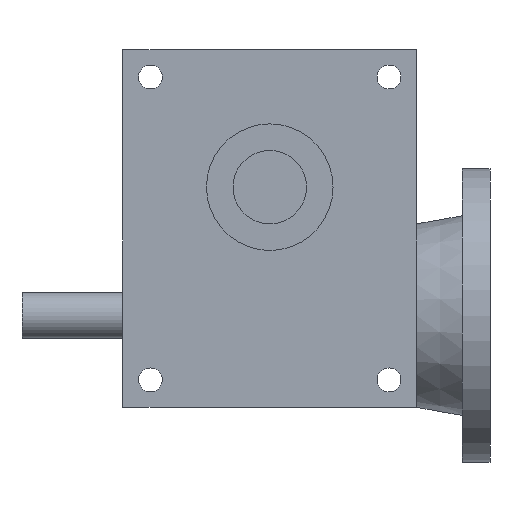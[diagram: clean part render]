
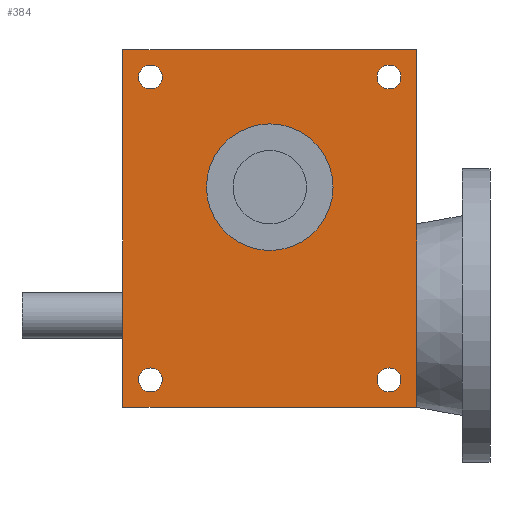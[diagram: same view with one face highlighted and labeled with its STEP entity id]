
A CAD part, front view. The second image highlights one B-rep face of the part: STEP entity #384.
In plain terms, the highlighted planar face has unit normal (0, -1, 0).
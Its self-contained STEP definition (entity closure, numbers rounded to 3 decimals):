
#384 = ADVANCED_FACE( '', ( #829, #830, #831, #832, #833, #834 ), #835, .F. );
#829 = FACE_BOUND( '', #1380, .T. );
#830 = FACE_BOUND( '', #1381, .T. );
#831 = FACE_BOUND( '', #1382, .T. );
#832 = FACE_BOUND( '', #1383, .T. );
#833 = FACE_BOUND( '', #1384, .T. );
#834 = FACE_OUTER_BOUND( '', #1385, .T. );
#835 = PLANE( '', #1386 );
#1380 = EDGE_LOOP( '', ( #2194 ) );
#1381 = EDGE_LOOP( '', ( #2195 ) );
#1382 = EDGE_LOOP( '', ( #2196 ) );
#1383 = EDGE_LOOP( '', ( #2197 ) );
#1384 = EDGE_LOOP( '', ( #2198 ) );
#1385 = EDGE_LOOP( '', ( #2199, #2200, #2201, #2202 ) );
#1386 = AXIS2_PLACEMENT_3D( '', #2203, #2204, #2205 );
#2194 = ORIENTED_EDGE( '', *, *, #3192, .T. );
#2195 = ORIENTED_EDGE( '', *, *, #3271, .T. );
#2196 = ORIENTED_EDGE( '', *, *, #3272, .T. );
#2197 = ORIENTED_EDGE( '', *, *, #3021, .T. );
#2198 = ORIENTED_EDGE( '', *, *, #3099, .T. );
#2199 = ORIENTED_EDGE( '', *, *, #3159, .T. );
#2200 = ORIENTED_EDGE( '', *, *, #3209, .F. );
#2201 = ORIENTED_EDGE( '', *, *, #3273, .F. );
#2202 = ORIENTED_EDGE( '', *, *, #3274, .T. );
#2203 = CARTESIAN_POINT( '', ( -80., -60., 97.5 ) );
#2204 = DIRECTION( '', ( 0., 1., 0. ) );
#2205 = DIRECTION( '', ( 0., 0., 1. ) );
#3021 = EDGE_CURVE( '', #3533, #3533, #3534, .T. );
#3099 = EDGE_CURVE( '', #3664, #3664, #3665, .T. );
#3159 = EDGE_CURVE( '', #3764, #3768, #3770, .T. );
#3192 = EDGE_CURVE( '', #3823, #3823, #3824, .T. );
#3209 = EDGE_CURVE( '', #3848, #3768, #3850, .T. );
#3271 = EDGE_CURVE( '', #3943, #3943, #3944, .T. );
#3272 = EDGE_CURVE( '', #3945, #3945, #3946, .T. );
#3273 = EDGE_CURVE( '', #3947, #3848, #3948, .T. );
#3274 = EDGE_CURVE( '', #3947, #3764, #3949, .T. );
#3533 = VERTEX_POINT( '', #4279 );
#3534 = CIRCLE( '', #4280, 6.5 );
#3664 = VERTEX_POINT( '', #4479 );
#3665 = CIRCLE( '', #4480, 34.5 );
#3764 = VERTEX_POINT( '', #4609 );
#3768 = VERTEX_POINT( '', #4615 );
#3770 = LINE( '', #4618, #4619 );
#3823 = VERTEX_POINT( '', #4688 );
#3824 = CIRCLE( '', #4689, 6.5 );
#3848 = VERTEX_POINT( '', #4721 );
#3850 = LINE( '', #4724, #4725 );
#3943 = VERTEX_POINT( '', #4846 );
#3944 = CIRCLE( '', #4847, 6.5 );
#3945 = VERTEX_POINT( '', #4848 );
#3946 = CIRCLE( '', #4849, 6.5 );
#3947 = VERTEX_POINT( '', #4850 );
#3948 = LINE( '', #4851, #4852 );
#3949 = LINE( '', #4853, #4854 );
#4279 = CARTESIAN_POINT( '', ( 71.5, -60., -82.5 ) );
#4280 = AXIS2_PLACEMENT_3D( '', #5303, #5304, #5305 );
#4479 = CARTESIAN_POINT( '', ( 34.5, -60., 22.5 ) );
#4480 = AXIS2_PLACEMENT_3D( '', #5402, #5403, #5404 );
#4609 = CARTESIAN_POINT( '', ( -80., -60., -97.5 ) );
#4615 = CARTESIAN_POINT( '', ( 80., -60., -97.5 ) );
#4618 = CARTESIAN_POINT( '', ( -80., -60., -97.5 ) );
#4619 = VECTOR( '', #5486, 1000. );
#4688 = CARTESIAN_POINT( '', ( 71.5, -60., 82.5 ) );
#4689 = AXIS2_PLACEMENT_3D( '', #5524, #5525, #5526 );
#4721 = CARTESIAN_POINT( '', ( 80., -60., 97.5 ) );
#4724 = CARTESIAN_POINT( '', ( 80., -60., 97.5 ) );
#4725 = VECTOR( '', #5545, 1000. );
#4846 = CARTESIAN_POINT( '', ( -58.5, -60., 82.5 ) );
#4847 = AXIS2_PLACEMENT_3D( '', #5616, #5617, #5618 );
#4848 = CARTESIAN_POINT( '', ( -58.5, -60., -82.5 ) );
#4849 = AXIS2_PLACEMENT_3D( '', #5619, #5620, #5621 );
#4850 = CARTESIAN_POINT( '', ( -80., -60., 97.5 ) );
#4851 = CARTESIAN_POINT( '', ( -80., -60., 97.5 ) );
#4852 = VECTOR( '', #5622, 1000. );
#4853 = CARTESIAN_POINT( '', ( -80., -60., 97.5 ) );
#4854 = VECTOR( '', #5623, 1000. );
#5303 = CARTESIAN_POINT( '', ( 65., -60., -82.5 ) );
#5304 = DIRECTION( '', ( 0., 1., 0. ) );
#5305 = DIRECTION( '', ( 1., 0., 0. ) );
#5402 = CARTESIAN_POINT( '', ( 0., -60., 22.5 ) );
#5403 = DIRECTION( '', ( 0., 1., 0. ) );
#5404 = DIRECTION( '', ( 1., 0., 0. ) );
#5486 = DIRECTION( '', ( 1., 0., 0. ) );
#5524 = CARTESIAN_POINT( '', ( 65., -60., 82.5 ) );
#5525 = DIRECTION( '', ( 0., 1., 0. ) );
#5526 = DIRECTION( '', ( 1., 0., 0. ) );
#5545 = DIRECTION( '', ( 0., 0., -1. ) );
#5616 = CARTESIAN_POINT( '', ( -65., -60., 82.5 ) );
#5617 = DIRECTION( '', ( 0., 1., 0. ) );
#5618 = DIRECTION( '', ( 1., 0., 0. ) );
#5619 = CARTESIAN_POINT( '', ( -65., -60., -82.5 ) );
#5620 = DIRECTION( '', ( 0., 1., 0. ) );
#5621 = DIRECTION( '', ( 1., 0., 0. ) );
#5622 = DIRECTION( '', ( 1., 0., 0. ) );
#5623 = DIRECTION( '', ( 0., 0., -1. ) );
